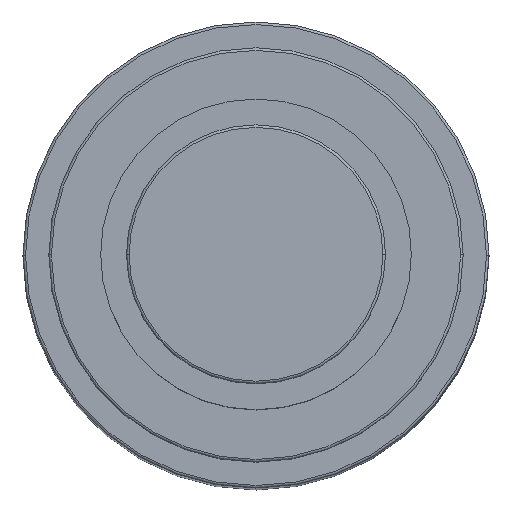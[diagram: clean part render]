
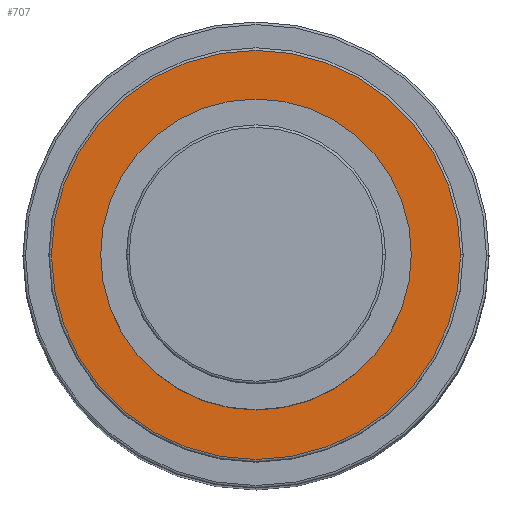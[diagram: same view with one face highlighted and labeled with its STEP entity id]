
A CAD part, top view. The second image highlights one B-rep face of the part: STEP entity #707.
In plain terms, the highlighted planar face has unit normal (0, 0, 1).
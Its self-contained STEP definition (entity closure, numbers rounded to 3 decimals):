
#196=CARTESIAN_POINT('',(0.,0.,55.));
#197=DIRECTION('',(0.,0.,1.));
#198=DIRECTION('',(1.,0.,0.));
#199=AXIS2_PLACEMENT_3D('',#196,#197,#198);
#201=CARTESIAN_POINT('',(0.,0.,55.));
#202=DIRECTION('',(0.,0.,1.));
#203=DIRECTION('',(-1.,0.,0.));
#204=AXIS2_PLACEMENT_3D('',#201,#202,#203);
#206=CARTESIAN_POINT('',(0.,0.,55.));
#207=DIRECTION('',(0.,0.,1.));
#208=DIRECTION('',(-1.,0.,0.));
#209=AXIS2_PLACEMENT_3D('',#206,#207,#208);
#211=CARTESIAN_POINT('',(0.,0.,55.));
#212=DIRECTION('',(0.,0.,1.));
#213=DIRECTION('',(1.,0.,0.));
#214=AXIS2_PLACEMENT_3D('',#211,#212,#213);
#351=CARTESIAN_POINT('',(5.,0.,55.));
#352=CARTESIAN_POINT('',(-5.,0.,55.));
#353=VERTEX_POINT('',#351);
#354=VERTEX_POINT('',#352);
#371=CARTESIAN_POINT('',(-7.9,0.,55.));
#372=CARTESIAN_POINT('',(7.9,0.,55.));
#373=VERTEX_POINT('',#371);
#374=VERTEX_POINT('',#372);
#691=CARTESIAN_POINT('',(0.,0.,55.));
#692=DIRECTION('',(0.,0.,1.));
#693=DIRECTION('',(1.,0.,0.));
#694=AXIS2_PLACEMENT_3D('',#691,#692,#693);
#695=PLANE('',#694);
#697=ORIENTED_EDGE('',*,*,#696,.F.);
#698=ORIENTED_EDGE('',*,*,#674,.F.);
#699=EDGE_LOOP('',(#697,#698));
#700=FACE_OUTER_BOUND('',#699,.F.);
#702=ORIENTED_EDGE('',*,*,#701,.T.);
#704=ORIENTED_EDGE('',*,*,#703,.T.);
#705=EDGE_LOOP('',(#702,#704));
#706=FACE_BOUND('',#705,.F.);
#707=ADVANCED_FACE('',(#700,#706),#695,.T.);
#200=CIRCLE('',#199,5.);
#205=CIRCLE('',#204,5.);
#210=CIRCLE('',#209,7.9);
#215=CIRCLE('',#214,7.9);
#674=EDGE_CURVE('',#374,#373,#215,.T.);
#696=EDGE_CURVE('',#373,#374,#210,.T.);
#701=EDGE_CURVE('',#353,#354,#200,.T.);
#703=EDGE_CURVE('',#354,#353,#205,.T.);
